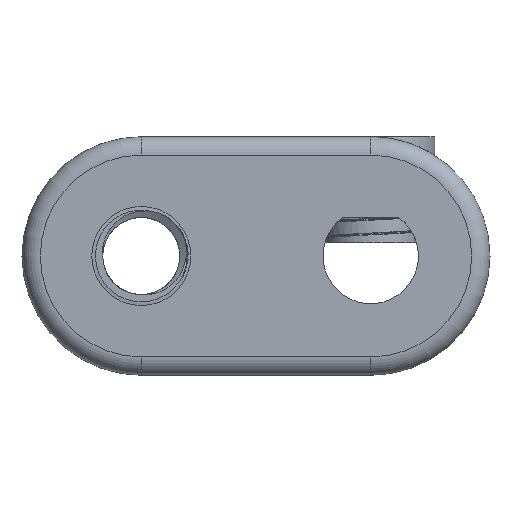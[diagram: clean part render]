
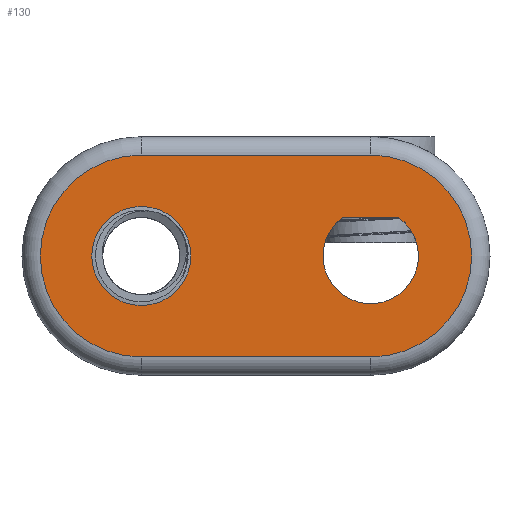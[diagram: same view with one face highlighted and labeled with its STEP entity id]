
A CAD part, front view. The second image highlights one B-rep face of the part: STEP entity #130.
In plain terms, the highlighted planar face has unit normal (0, -1, 0).
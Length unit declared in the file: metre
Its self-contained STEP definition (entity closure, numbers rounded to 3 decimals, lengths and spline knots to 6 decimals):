
#130 = ADVANCED_FACE( '', ( #297, #298, #299 ), #300, .T. );
#297 = FACE_OUTER_BOUND( '', #1868, .T. );
#298 = FACE_BOUND( '', #1869, .T. );
#299 = FACE_BOUND( '', #1870, .T. );
#300 = PLANE( '', #1871 );
#1868 = EDGE_LOOP( '', ( #3624, #3625, #3626, #3627 ) );
#1869 = EDGE_LOOP( '', ( #3628 ) );
#1870 = EDGE_LOOP( '', ( #3629, #3630 ) );
#1871 = AXIS2_PLACEMENT_3D( '', #3631, #3632, #3633 );
#3624 = ORIENTED_EDGE( '', *, *, #4062, .T. );
#3625 = ORIENTED_EDGE( '', *, *, #4063, .T. );
#3626 = ORIENTED_EDGE( '', *, *, #4064, .T. );
#3627 = ORIENTED_EDGE( '', *, *, #4041, .T. );
#3628 = ORIENTED_EDGE( '', *, *, #4046, .F. );
#3629 = ORIENTED_EDGE( '', *, *, #4065, .F. );
#3630 = ORIENTED_EDGE( '', *, *, #4017, .T. );
#3631 = CARTESIAN_POINT( '', ( -0.00625, -0.029, 0. ) );
#3632 = DIRECTION( '', ( 0., -1., 0. ) );
#3633 = DIRECTION( '', ( 1., 0., 0. ) );
#4017 = EDGE_CURVE( '', #4302, #4300, #4303, .T. );
#4041 = EDGE_CURVE( '', #4333, #4337, #4339, .T. );
#4046 = EDGE_CURVE( '', #4345, #4345, #4346, .T. );
#4062 = EDGE_CURVE( '', #4337, #4365, #4366, .T. );
#4063 = EDGE_CURVE( '', #4365, #4367, #4368, .T. );
#4064 = EDGE_CURVE( '', #4367, #4333, #4369, .T. );
#4065 = EDGE_CURVE( '', #4302, #4300, #4370, .T. );
#4300 = VERTEX_POINT( '', #5539 );
#4302 = VERTEX_POINT( '', #5542 );
#4303 = CIRCLE( '', #5543, 0.0026 );
#4333 = VERTEX_POINT( '', #5713 );
#4337 = VERTEX_POINT( '', #5717 );
#4339 = CIRCLE( '', #5719, 0.0055 );
#4345 = VERTEX_POINT( '', #5725 );
#4346 = CIRCLE( '', #5726, 0.0027 );
#4365 = VERTEX_POINT( '', #5765 );
#4366 = LINE( '', #5766, #5767 );
#4367 = VERTEX_POINT( '', #5768 );
#4368 = CIRCLE( '', #5769, 0.0055 );
#4369 = LINE( '', #5770, #5771 );
#4370 = LINE( '', #5772, #5773 );
#5539 = CARTESIAN_POINT( '', ( -0.001533, -0.029, 0.0021 ) );
#5542 = CARTESIAN_POINT( '', ( 0.001533, -0.029, 0.0021 ) );
#5543 = AXIS2_PLACEMENT_3D( '', #6114, #6115, #6116 );
#5713 = CARTESIAN_POINT( '', ( 0., -0.029, -0.0055 ) );
#5717 = CARTESIAN_POINT( '', ( 0., -0.029, 0.0055 ) );
#5719 = AXIS2_PLACEMENT_3D( '', #6148, #6149, #6150 );
#5725 = CARTESIAN_POINT( '', ( -0.0125, -0.029, -0.0027 ) );
#5726 = AXIS2_PLACEMENT_3D( '', #6157, #6158, #6159 );
#5765 = CARTESIAN_POINT( '', ( -0.0125, -0.029, 0.0055 ) );
#5766 = CARTESIAN_POINT( '', ( -0.0125, -0.029, 0.0055 ) );
#5767 = VECTOR( '', #6184, 1. );
#5768 = CARTESIAN_POINT( '', ( -0.0125, -0.029, -0.0055 ) );
#5769 = AXIS2_PLACEMENT_3D( '', #6185, #6186, #6187 );
#5770 = CARTESIAN_POINT( '', ( 0., -0.029, -0.0055 ) );
#5771 = VECTOR( '', #6188, 1. );
#5772 = CARTESIAN_POINT( '', ( 0., -0.029, 0.0021 ) );
#5773 = VECTOR( '', #6189, 1. );
#6114 = CARTESIAN_POINT( '', ( 0., -0.029, 0. ) );
#6115 = DIRECTION( '', ( 0., 1., 0. ) );
#6116 = DIRECTION( '', ( 0., 0., -1. ) );
#6148 = CARTESIAN_POINT( '', ( 0., -0.029, 0. ) );
#6149 = DIRECTION( '', ( 0., -1., 0. ) );
#6150 = DIRECTION( '', ( 0., 0., -1. ) );
#6157 = CARTESIAN_POINT( '', ( -0.0125, -0.029, 0. ) );
#6158 = DIRECTION( '', ( 0., -1., 0. ) );
#6159 = DIRECTION( '', ( 0., 0., -1. ) );
#6184 = DIRECTION( '', ( -1., 0., 0. ) );
#6185 = CARTESIAN_POINT( '', ( -0.0125, -0.029, 0. ) );
#6186 = DIRECTION( '', ( 0., -1., 0. ) );
#6187 = DIRECTION( '', ( 0., 0., -1. ) );
#6188 = DIRECTION( '', ( 1., 0., 0. ) );
#6189 = DIRECTION( '', ( -1., 0., 0. ) );
